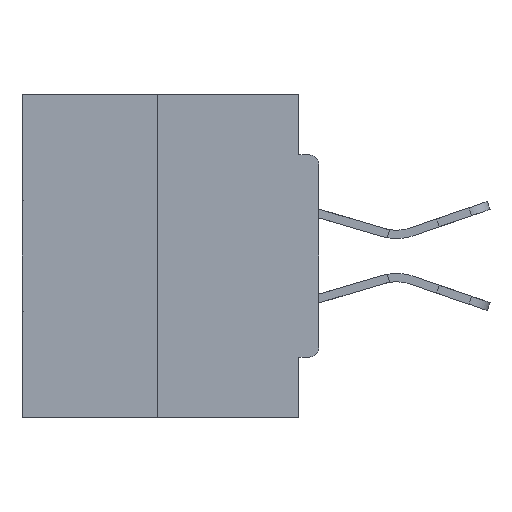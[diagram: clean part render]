
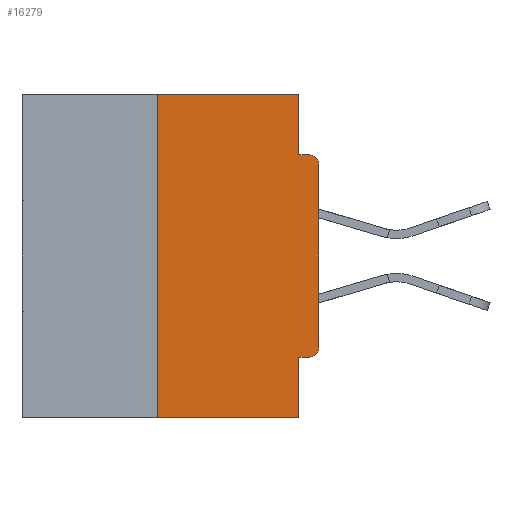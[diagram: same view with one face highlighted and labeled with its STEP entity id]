
A CAD part, left-side view. The second image highlights one B-rep face of the part: STEP entity #16279.
In plain terms, the highlighted planar face has unit normal (-1, 0, 0).
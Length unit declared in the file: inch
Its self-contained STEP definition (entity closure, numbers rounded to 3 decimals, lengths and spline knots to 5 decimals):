
#427 = CARTESIAN_POINT ( 'NONE',  ( 0., 0., 0. ) ) ;
#541 = FACE_OUTER_BOUND ( 'NONE', #13308, .T. ) ;
#563 = DIRECTION ( 'NONE',  ( 0., 0., 1. ) ) ;
#568 = CARTESIAN_POINT ( 'NONE',  ( 0., 0.015, -0.1085 ) ) ;
#1726 = EDGE_CURVE ( 'NONE', #2606, #6043, #17499, .T. ) ;
#2143 = DIRECTION ( 'NONE',  ( 0., 0., -1. ) ) ;
#2405 = DIRECTION ( 'NONE',  ( 0., -1., 0. ) ) ;
#2407 = CARTESIAN_POINT ( 'NONE',  ( 0., 0.25, 0. ) ) ;
#2606 = VERTEX_POINT ( 'NONE', #2407 ) ;
#4177 = DIRECTION ( 'NONE',  ( 0., -1., 0. ) ) ;
#5505 = VECTOR ( 'NONE', #31374, 39.37008 ) ;
#5545 = VECTOR ( 'NONE', #2405, 39.37008 ) ;
#5822 = AXIS2_PLACEMENT_3D ( 'NONE', #568, #37828, #38402 ) ;
#6043 = VERTEX_POINT ( 'NONE', #40086 ) ;
#6046 = EDGE_CURVE ( 'NONE', #29820, #37381, #34026, .T. ) ;
#6069 = AXIS2_PLACEMENT_3D ( 'NONE', #20066, #32234, #7638 ) ;
#6110 = EDGE_CURVE ( 'NONE', #6043, #17533, #29126, .T. ) ;
#6324 = CARTESIAN_POINT ( 'NONE',  ( 0., 0.031, -0.5 ) ) ;
#6373 = EDGE_CURVE ( 'NONE', #29820, #2606, #18858, .T. ) ;
#7015 = VECTOR ( 'NONE', #2143, 39.37008 ) ;
#7050 = CARTESIAN_POINT ( 'NONE',  ( 0., 0.031, -0.5 ) ) ;
#7638 = DIRECTION ( 'NONE',  ( 0., 0., -1. ) ) ;
#7752 = LINE ( 'NONE', #6324, #17674 ) ;
#8874 = VECTOR ( 'NONE', #563, 39.37008 ) ;
#10078 = CARTESIAN_POINT ( 'NONE',  ( 0., 0., -0.0935 ) ) ;
#10566 = PLANE ( 'NONE',  #6069 ) ;
#11287 = EDGE_CURVE ( 'NONE', #15104, #12840, #36857, .T. ) ;
#11711 = LINE ( 'NONE', #12932, #30818 ) ;
#12267 = EDGE_CURVE ( 'NONE', #17132, #37381, #7752, .T. ) ;
#12377 = ORIENTED_EDGE ( 'NONE', *, *, #25590, .F. ) ;
#12618 = ORIENTED_EDGE ( 'NONE', *, *, #34878, .F. ) ;
#12840 = VERTEX_POINT ( 'NONE', #16525 ) ;
#12932 = CARTESIAN_POINT ( 'NONE',  ( 0., 0., -0.4065 ) ) ;
#13308 = EDGE_LOOP ( 'NONE', ( #35454, #40764, #16912, #17780, #12377, #22874, #22407, #25346, #12618, #34136 ) ) ;
#13528 = VECTOR ( 'NONE', #4177, 39.37008 ) ;
#15104 = VERTEX_POINT ( 'NONE', #40082 ) ;
#15129 = CIRCLE ( 'NONE', #18848, 0.015 ) ;
#15961 = DIRECTION ( 'NONE',  ( 0., 1., 0. ) ) ;
#16279 = ADVANCED_FACE ( 'NONE', ( #541 ), #10566, .F. ) ;
#16525 = CARTESIAN_POINT ( 'NONE',  ( 0., 0., -0.1085 ) ) ;
#16912 = ORIENTED_EDGE ( 'NONE', *, *, #6046, .T. ) ;
#17112 = CARTESIAN_POINT ( 'NONE',  ( 0., 0.015, -0.3915 ) ) ;
#17132 = VERTEX_POINT ( 'NONE', #31280 ) ;
#17499 = LINE ( 'NONE', #19771, #13528 ) ;
#17533 = VERTEX_POINT ( 'NONE', #30018 ) ;
#17674 = VECTOR ( 'NONE', #22427, 39.37008 ) ;
#17780 = ORIENTED_EDGE ( 'NONE', *, *, #12267, .F. ) ;
#18017 = CARTESIAN_POINT ( 'NONE',  ( 0., 0.031, 0. ) ) ;
#18149 = CARTESIAN_POINT ( 'NONE',  ( 0., 0.46, -0.5 ) ) ;
#18481 = EDGE_CURVE ( 'NONE', #36687, #15104, #15129, .T. ) ;
#18848 = AXIS2_PLACEMENT_3D ( 'NONE', #17112, #32861, #26660 ) ;
#18858 = LINE ( 'NONE', #22635, #5505 ) ;
#19771 = CARTESIAN_POINT ( 'NONE',  ( 0., 0.46, 0. ) ) ;
#20066 = CARTESIAN_POINT ( 'NONE',  ( 0., 0.46, 0. ) ) ;
#22407 = ORIENTED_EDGE ( 'NONE', *, *, #11287, .T. ) ;
#22427 = DIRECTION ( 'NONE',  ( 0., 0., -1. ) ) ;
#22437 = CARTESIAN_POINT ( 'NONE',  ( 0., 0.015, -0.0935 ) ) ;
#22635 = CARTESIAN_POINT ( 'NONE',  ( 0., 0.25, 0. ) ) ;
#22874 = ORIENTED_EDGE ( 'NONE', *, *, #18481, .T. ) ;
#25346 = ORIENTED_EDGE ( 'NONE', *, *, #27545, .T. ) ;
#25590 = EDGE_CURVE ( 'NONE', #36687, #17132, #11711, .T. ) ;
#26660 = DIRECTION ( 'NONE',  ( 0., 0., -1. ) ) ;
#27545 = EDGE_CURVE ( 'NONE', #12840, #30817, #34825, .T. ) ;
#29126 = LINE ( 'NONE', #18017, #7015 ) ;
#29424 = DIRECTION ( 'NONE',  ( 0., -1., 0. ) ) ;
#29820 = VERTEX_POINT ( 'NONE', #37424 ) ;
#30018 = CARTESIAN_POINT ( 'NONE',  ( 0., 0.031, -0.0935 ) ) ;
#30817 = VERTEX_POINT ( 'NONE', #22437 ) ;
#30818 = VECTOR ( 'NONE', #15961, 39.37008 ) ;
#31280 = CARTESIAN_POINT ( 'NONE',  ( 0., 0.031, -0.4065 ) ) ;
#31374 = DIRECTION ( 'NONE',  ( 0., 0., 1. ) ) ;
#32113 = VECTOR ( 'NONE', #29424, 39.37008 ) ;
#32234 = DIRECTION ( 'NONE',  ( 1., 0., 0. ) ) ;
#32861 = DIRECTION ( 'NONE',  ( -1., 0., 0. ) ) ;
#34026 = LINE ( 'NONE', #18149, #5545 ) ;
#34136 = ORIENTED_EDGE ( 'NONE', *, *, #6110, .F. ) ;
#34526 = LINE ( 'NONE', #10078, #32113 ) ;
#34825 = CIRCLE ( 'NONE', #5822, 0.015 ) ;
#34878 = EDGE_CURVE ( 'NONE', #17533, #30817, #34526, .T. ) ;
#35454 = ORIENTED_EDGE ( 'NONE', *, *, #1726, .F. ) ;
#36687 = VERTEX_POINT ( 'NONE', #37264 ) ;
#36857 = LINE ( 'NONE', #427, #8874 ) ;
#37264 = CARTESIAN_POINT ( 'NONE',  ( 0., 0.015, -0.4065 ) ) ;
#37381 = VERTEX_POINT ( 'NONE', #7050 ) ;
#37424 = CARTESIAN_POINT ( 'NONE',  ( 0., 0.25, -0.5 ) ) ;
#37828 = DIRECTION ( 'NONE',  ( -1., 0., 0. ) ) ;
#38402 = DIRECTION ( 'NONE',  ( 0., 0., -1. ) ) ;
#40082 = CARTESIAN_POINT ( 'NONE',  ( 0., 0., -0.3915 ) ) ;
#40086 = CARTESIAN_POINT ( 'NONE',  ( 0., 0.031, 0. ) ) ;
#40764 = ORIENTED_EDGE ( 'NONE', *, *, #6373, .F. ) ;
